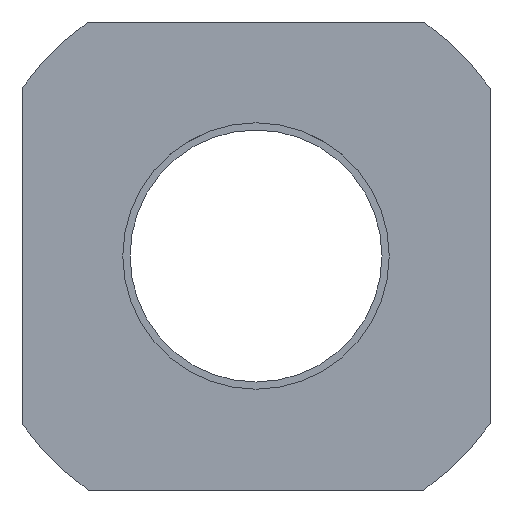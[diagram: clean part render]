
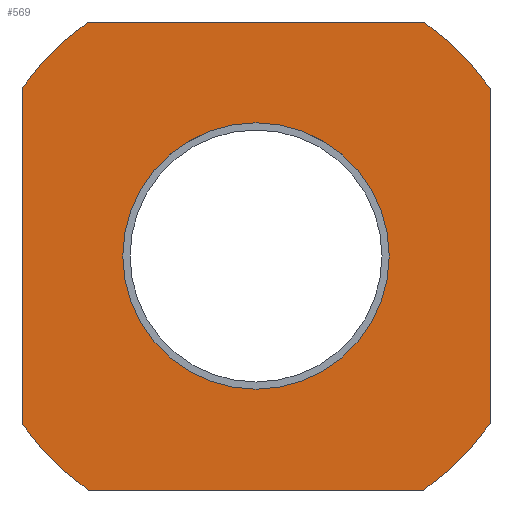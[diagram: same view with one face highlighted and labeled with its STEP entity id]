
A CAD part, left-side view. The second image highlights one B-rep face of the part: STEP entity #569.
In plain terms, the highlighted planar face has unit normal (-1, 0, 0).
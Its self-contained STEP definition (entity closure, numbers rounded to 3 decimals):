
#29=LINE($,#1066,#61);
#33=LINE($,#1075,#65);
#37=LINE($,#1084,#69);
#41=LINE($,#1093,#73);
#61=VECTOR($,#752,93.274);
#65=VECTOR($,#758,93.274);
#69=VECTOR($,#764,93.274);
#73=VECTOR($,#770,93.274);
#111=PLANE($,#637);
#138=FACE_BOUND($,#227,.T.);
#139=FACE_BOUND($,#228,.T.);
#227=EDGE_LOOP($,(#512));
#228=EDGE_LOOP($,(#513,#514,#515,#516,#517,#518,#519,#520));
#264=CIRCLE($,#626,80.);
#267=CIRCLE($,#630,80.);
#269=CIRCLE($,#633,80.);
#272=CIRCLE($,#638,37.);
#273=CIRCLE($,#639,80.);
#310=VERTEX_POINT($,#1064);
#311=VERTEX_POINT($,#1065);
#314=VERTEX_POINT($,#1073);
#315=VERTEX_POINT($,#1074);
#318=VERTEX_POINT($,#1082);
#319=VERTEX_POINT($,#1083);
#322=VERTEX_POINT($,#1091);
#323=VERTEX_POINT($,#1092);
#327=VERTEX_POINT($,#1113);
#372=EDGE_CURVE($,#310,#311,#29,.T.);
#376=EDGE_CURVE($,#314,#315,#33,.T.);
#380=EDGE_CURVE($,#318,#319,#37,.T.);
#384=EDGE_CURVE($,#322,#323,#41,.T.);
#388=EDGE_CURVE($,#310,#323,#264,.T.);
#391=EDGE_CURVE($,#322,#319,#267,.T.);
#393=EDGE_CURVE($,#318,#315,#269,.T.);
#396=EDGE_CURVE($,#327,#327,#272,.T.);
#397=EDGE_CURVE($,#314,#311,#273,.T.);
#512=ORIENTED_EDGE($,*,*,#396,.T.);
#513=ORIENTED_EDGE($,*,*,#372,.T.);
#514=ORIENTED_EDGE($,*,*,#397,.F.);
#515=ORIENTED_EDGE($,*,*,#376,.T.);
#516=ORIENTED_EDGE($,*,*,#393,.F.);
#517=ORIENTED_EDGE($,*,*,#380,.T.);
#518=ORIENTED_EDGE($,*,*,#391,.F.);
#519=ORIENTED_EDGE($,*,*,#384,.T.);
#520=ORIENTED_EDGE($,*,*,#388,.F.);
#569=ADVANCED_FACE($,(#138,#139),#111,.T.);
#626=AXIS2_PLACEMENT_3D($,#1100,#776,#777);
#630=AXIS2_PLACEMENT_3D($,#1104,#784,#785);
#633=AXIS2_PLACEMENT_3D($,#1107,#790,#791);
#637=AXIS2_PLACEMENT_3D($,#1112,#798,#799);
#638=AXIS2_PLACEMENT_3D($,#1114,#800,#801);
#639=AXIS2_PLACEMENT_3D($,#1115,#802,#803);
#752=DIRECTION($,(0.,-1.,0.));
#758=DIRECTION($,(0.,0.,1.));
#764=DIRECTION($,(0.,1.,0.));
#770=DIRECTION($,(0.,0.,-1.));
#776=DIRECTION('center_axis',(1.,0.,0.));
#777=DIRECTION('ref_axis',(0.,0.,-1.));
#784=DIRECTION('center_axis',(1.,0.,0.));
#785=DIRECTION('ref_axis',(0.,0.,-1.));
#790=DIRECTION('center_axis',(1.,0.,0.));
#791=DIRECTION('ref_axis',(0.,0.,-1.));
#798=DIRECTION('center_axis',(-1.,0.,0.));
#799=DIRECTION('ref_axis',(0.,0.,1.));
#800=DIRECTION('center_axis',(1.,0.,0.));
#801=DIRECTION('ref_axis',(0.,0.,-1.));
#802=DIRECTION('center_axis',(1.,0.,0.));
#803=DIRECTION('ref_axis',(0.,0.,-1.));
#1064=CARTESIAN_POINT('',(-82.,46.637,-65.));
#1065=CARTESIAN_POINT('',(-82.,-46.637,-65.));
#1066=CARTESIAN_POINT($,(-82.,16.682,-65.));
#1073=CARTESIAN_POINT('',(-82.,-65.,-46.637));
#1074=CARTESIAN_POINT('',(-82.,-65.,46.637));
#1075=CARTESIAN_POINT($,(-82.,-65.,23.318));
#1082=CARTESIAN_POINT('',(-82.,-46.637,65.));
#1083=CARTESIAN_POINT('',(-82.,46.637,65.));
#1084=CARTESIAN_POINT($,(-82.,63.318,65.));
#1091=CARTESIAN_POINT('',(-82.,65.,46.637));
#1092=CARTESIAN_POINT('',(-82.,65.,-46.637));
#1093=CARTESIAN_POINT($,(-82.,65.,-23.318));
#1100=CARTESIAN_POINT('Origin',(-82.,0.,0.));
#1104=CARTESIAN_POINT('Origin',(-82.,0.,0.));
#1107=CARTESIAN_POINT('Origin',(-82.,0.,0.));
#1112=CARTESIAN_POINT('Origin',(-82.,80.,0.));
#1113=CARTESIAN_POINT('',(-82.,0.,37.));
#1114=CARTESIAN_POINT('Origin',(-82.,0.,0.));
#1115=CARTESIAN_POINT('Origin',(-82.,0.,0.));
